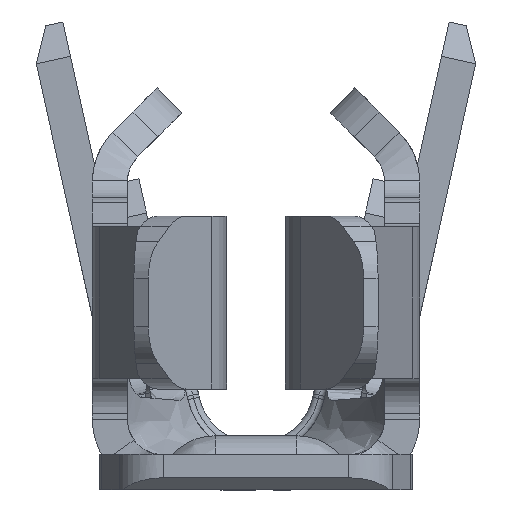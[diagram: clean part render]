
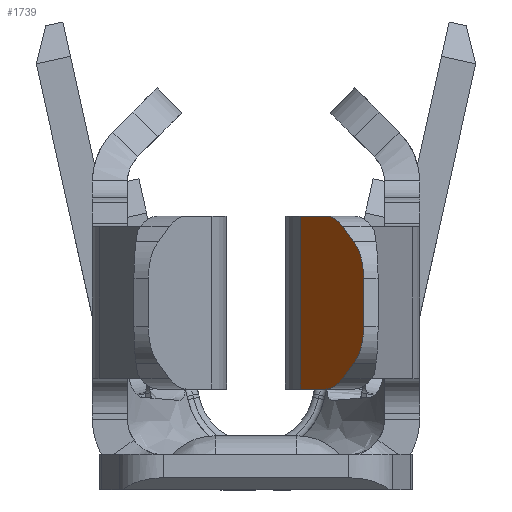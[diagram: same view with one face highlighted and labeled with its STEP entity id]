
A CAD part, front view. The second image highlights one B-rep face of the part: STEP entity #1739.
In plain terms, the highlighted planar face has unit normal (-0.819, -0.574, 0).
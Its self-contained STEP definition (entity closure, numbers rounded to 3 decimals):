
#1322=CARTESIAN_POINT('',(0.188,-2.861,0.43));
#1323=VERTEX_POINT('',#1322);
#1331=CARTESIAN_POINT('',(0.188,-2.861,1.17));
#1332=VERTEX_POINT('',#1331);
#1333=CARTESIAN_POINT('',(0.188,-2.861,0.43));
#1334=DIRECTION('',(0.,0.,1.));
#1335=VECTOR('',#1334,0.74);
#1336=LINE('',#1333,#1335);
#1337=EDGE_CURVE('',#1323,#1332,#1336,.T.);
#1657=CARTESIAN_POINT('',(0.324,-3.056,0.8));
#1658=DIRECTION('',(-0.574,0.819,0.));
#1659=DIRECTION('',(-0.819,-0.574,-0.));
#1660=AXIS2_PLACEMENT_3D('',#1657,#1659,#1658);
#1661=PLANE('',#1660);
#1662=CARTESIAN_POINT('',(0.299,-3.018,1.17));
#1663=VERTEX_POINT('',#1662);
#1664=CARTESIAN_POINT('',(0.299,-3.018,1.17));
#1665=DIRECTION('',(-0.574,0.819,0.));
#1666=VECTOR('',#1665,0.192);
#1667=LINE('',#1664,#1666);
#1668=EDGE_CURVE('',#1663,#1332,#1667,.T.);
#1669=ORIENTED_EDGE('',*,*,#1668,.T.);
#1670=ORIENTED_EDGE('',*,*,#1337,.F.);
#1671=CARTESIAN_POINT('',(0.299,-3.018,0.43));
#1672=VERTEX_POINT('',#1671);
#1673=CARTESIAN_POINT('',(0.188,-2.861,0.43));
#1674=DIRECTION('',(0.574,-0.819,0.));
#1675=VECTOR('',#1674,0.192);
#1676=LINE('',#1673,#1675);
#1677=EDGE_CURVE('',#1323,#1672,#1676,.T.);
#1678=ORIENTED_EDGE('',*,*,#1677,.T.);
#1679=CARTESIAN_POINT('',(0.37,-3.121,0.474));
#1680=VERTEX_POINT('',#1679);
#1681=CARTESIAN_POINT('',(0.299,-3.018,0.63));
#1682=DIRECTION('',(0.,0.,-1.));
#1683=DIRECTION('',(-0.819,-0.574,0.));
#1684=AXIS2_PLACEMENT_3D('',#1681,#1683,#1682);
#1685=CIRCLE('',#1684,0.2);
#1686=EDGE_CURVE('',#1672,#1680,#1685,.T.);
#1687=ORIENTED_EDGE('',*,*,#1686,.T.);
#1688=CARTESIAN_POINT('',(0.418,-3.189,0.54));
#1689=VERTEX_POINT('',#1688);
#1690=CARTESIAN_POINT('',(0.37,-3.121,0.474));
#1691=DIRECTION('',(0.448,-0.64,0.625));
#1692=VECTOR('',#1691,0.106);
#1693=LINE('',#1690,#1692);
#1694=EDGE_CURVE('',#1680,#1689,#1693,.T.);
#1695=ORIENTED_EDGE('',*,*,#1694,.T.);
#1696=CARTESIAN_POINT('',(0.461,-3.25,0.696));
#1697=VERTEX_POINT('',#1696);
#1698=CARTESIAN_POINT('',(0.346,-3.086,0.696));
#1699=DIRECTION('',(0.358,-0.512,-0.781));
#1700=DIRECTION('',(-0.819,-0.574,0.));
#1701=AXIS2_PLACEMENT_3D('',#1698,#1700,#1699);
#1702=CIRCLE('',#1701,0.2);
#1703=EDGE_CURVE('',#1689,#1697,#1702,.T.);
#1704=ORIENTED_EDGE('',*,*,#1703,.T.);
#1705=CARTESIAN_POINT('',(0.461,-3.25,0.904));
#1706=VERTEX_POINT('',#1705);
#1707=CARTESIAN_POINT('',(0.461,-3.25,0.696));
#1708=DIRECTION('',(0.,0.,1.));
#1709=VECTOR('',#1708,0.208);
#1710=LINE('',#1707,#1709);
#1711=EDGE_CURVE('',#1697,#1706,#1710,.T.);
#1712=ORIENTED_EDGE('',*,*,#1711,.T.);
#1713=CARTESIAN_POINT('',(0.418,-3.189,1.06));
#1714=VERTEX_POINT('',#1713);
#1715=CARTESIAN_POINT('',(0.346,-3.086,0.904));
#1716=DIRECTION('',(0.574,-0.819,0.));
#1717=DIRECTION('',(-0.819,-0.574,0.));
#1718=AXIS2_PLACEMENT_3D('',#1715,#1717,#1716);
#1719=CIRCLE('',#1718,0.2);
#1720=EDGE_CURVE('',#1706,#1714,#1719,.T.);
#1721=ORIENTED_EDGE('',*,*,#1720,.T.);
#1722=CARTESIAN_POINT('',(0.37,-3.121,1.126));
#1723=VERTEX_POINT('',#1722);
#1724=CARTESIAN_POINT('',(0.418,-3.189,1.06));
#1725=DIRECTION('',(-0.448,0.64,0.625));
#1726=VECTOR('',#1725,0.106);
#1727=LINE('',#1724,#1726);
#1728=EDGE_CURVE('',#1714,#1723,#1727,.T.);
#1729=ORIENTED_EDGE('',*,*,#1728,.T.);
#1730=CARTESIAN_POINT('',(0.299,-3.018,0.97));
#1731=DIRECTION('',(0.358,-0.512,0.781));
#1732=DIRECTION('',(-0.819,-0.574,0.));
#1733=AXIS2_PLACEMENT_3D('',#1730,#1732,#1731);
#1734=CIRCLE('',#1733,0.2);
#1735=EDGE_CURVE('',#1723,#1663,#1734,.T.);
#1736=ORIENTED_EDGE('',*,*,#1735,.T.);
#1737=EDGE_LOOP('',(#1669,#1670,#1678,#1687,#1695,#1704,#1712,#1721,#1729,#1736));
#1738=FACE_OUTER_BOUND('',#1737,.T.);
#1739=ADVANCED_FACE('',(#1738),#1661,.T.);
